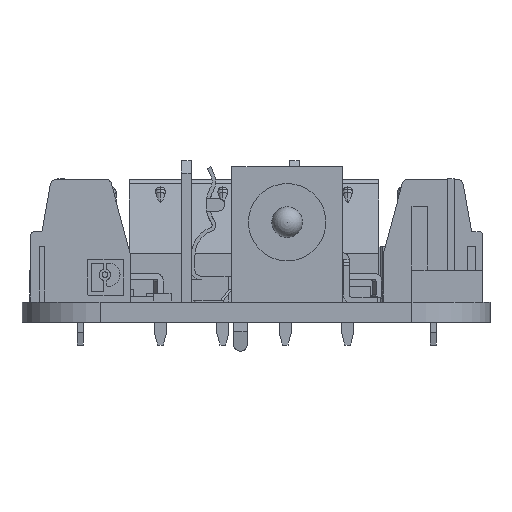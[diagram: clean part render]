
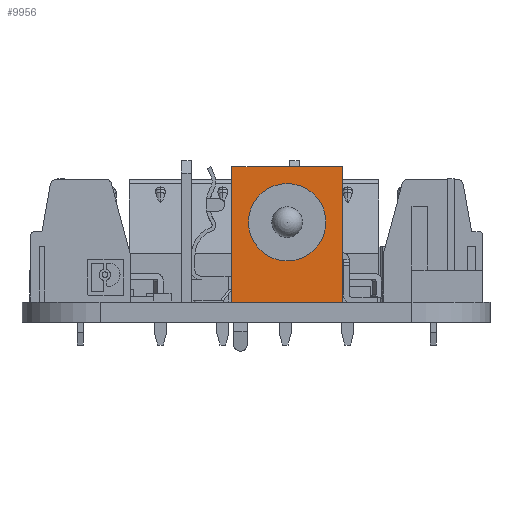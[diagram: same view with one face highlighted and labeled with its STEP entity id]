
A CAD part, left-side view. The second image highlights one B-rep face of the part: STEP entity #9956.
In plain terms, the highlighted face is planar.
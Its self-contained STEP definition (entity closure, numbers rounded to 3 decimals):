
#9113 = VERTEX_POINT('',#9114);
#9114 = CARTESIAN_POINT('',(3.15,6.5,0.));
#9120 = EDGE_CURVE('',#9121,#9113,#9123,.T.);
#9121 = VERTEX_POINT('',#9122);
#9122 = CARTESIAN_POINT('',(-3.15,6.5,0.));
#9123 = CIRCLE('',#9124,3.15);
#9124 = AXIS2_PLACEMENT_3D('',#9125,#9126,#9127);
#9125 = CARTESIAN_POINT('',(0.,6.5,0.));
#9126 = DIRECTION('',(0.,0.,1.));
#9127 = DIRECTION('',(1.,0.,0.));
#9241 = EDGE_CURVE('',#9113,#9121,#9242,.T.);
#9242 = CIRCLE('',#9243,3.15);
#9243 = AXIS2_PLACEMENT_3D('',#9244,#9245,#9246);
#9244 = CARTESIAN_POINT('',(0.,6.5,0.));
#9245 = DIRECTION('',(0.,0.,1.));
#9246 = DIRECTION('',(1.,0.,0.));
#9450 = VERTEX_POINT('',#9451);
#9451 = CARTESIAN_POINT('',(4.5,0.,0.));
#9457 = EDGE_CURVE('',#9458,#9450,#9460,.T.);
#9458 = VERTEX_POINT('',#9459);
#9459 = CARTESIAN_POINT('',(-4.5,0.,0.));
#9460 = LINE('',#9461,#9462);
#9461 = CARTESIAN_POINT('',(-4.5,0.,0.));
#9462 = VECTOR('',#9463,1.);
#9463 = DIRECTION('',(1.,0.,0.));
#9628 = VERTEX_POINT('',#9629);
#9629 = CARTESIAN_POINT('',(4.5,11.,0.));
#9644 = VERTEX_POINT('',#9645);
#9645 = CARTESIAN_POINT('',(-4.5,11.,0.));
#9651 = EDGE_CURVE('',#9628,#9644,#9652,.T.);
#9652 = LINE('',#9653,#9654);
#9653 = CARTESIAN_POINT('',(-4.5,11.,0.));
#9654 = VECTOR('',#9655,1.);
#9655 = DIRECTION('',(-1.,0.,0.));
#9714 = EDGE_CURVE('',#9644,#9458,#9715,.T.);
#9715 = LINE('',#9716,#9717);
#9716 = CARTESIAN_POINT('',(-4.5,0.,0.));
#9717 = VECTOR('',#9718,1.);
#9718 = DIRECTION('',(0.,-1.,0.));
#9829 = EDGE_CURVE('',#9450,#9628,#9830,.T.);
#9830 = LINE('',#9831,#9832);
#9831 = CARTESIAN_POINT('',(4.5,0.,0.));
#9832 = VECTOR('',#9833,1.);
#9833 = DIRECTION('',(0.,1.,0.));
#9956 = ADVANCED_FACE('',(#9957,#9961),#9967,.F.);
#9957 = FACE_BOUND('',#9958,.T.);
#9958 = EDGE_LOOP('',(#9959,#9960));
#9959 = ORIENTED_EDGE('',*,*,#9241,.F.);
#9960 = ORIENTED_EDGE('',*,*,#9120,.F.);
#9961 = FACE_BOUND('',#9962,.T.);
#9962 = EDGE_LOOP('',(#9963,#9964,#9965,#9966));
#9963 = ORIENTED_EDGE('',*,*,#9714,.T.);
#9964 = ORIENTED_EDGE('',*,*,#9457,.T.);
#9965 = ORIENTED_EDGE('',*,*,#9829,.T.);
#9966 = ORIENTED_EDGE('',*,*,#9651,.T.);
#9967 = PLANE('',#9968);
#9968 = AXIS2_PLACEMENT_3D('',#9969,#9970,#9971);
#9969 = CARTESIAN_POINT('',(-4.5,11.,0.));
#9970 = DIRECTION('',(0.,0.,-1.));
#9971 = DIRECTION('',(-1.,0.,0.));
